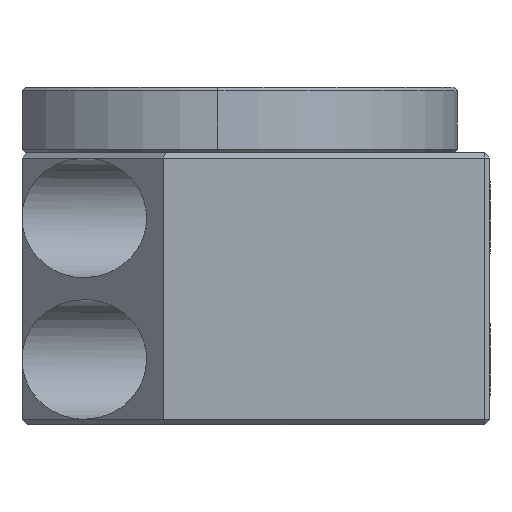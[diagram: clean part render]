
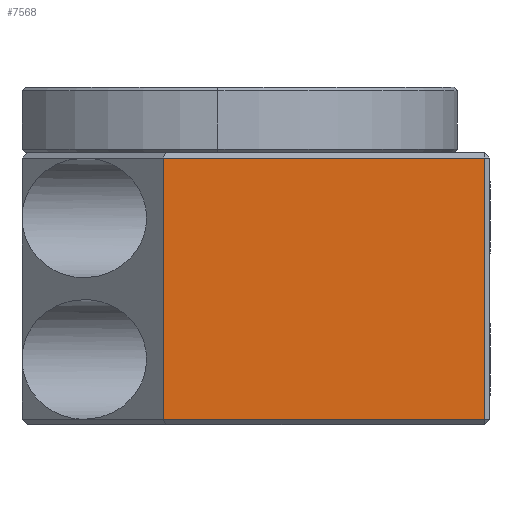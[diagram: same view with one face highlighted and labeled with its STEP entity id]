
A CAD part, left-side view. The second image highlights one B-rep face of the part: STEP entity #7568.
In plain terms, the highlighted planar face has unit normal (-1, 0, 0).
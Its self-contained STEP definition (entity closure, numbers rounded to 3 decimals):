
#2757 = DIRECTION ( 'NONE',  ( 0., 1., 0. ) ) ;
#2789 = DIRECTION ( 'NONE',  ( 1., 0., 0. ) ) ;
#2803 = CARTESIAN_POINT ( 'NONE',  ( -30., 0.5, 0.5 ) ) ;
#2917 = CARTESIAN_POINT ( 'NONE',  ( -30., 30., 0.5 ) ) ;
#2946 = PLANE ( 'NONE',  #17255 ) ;
#3309 = EDGE_CURVE ( 'NONE', #8861, #13380, #17115, .T. ) ;
#4115 = DIRECTION ( 'NONE',  ( 0., 0., -1. ) ) ;
#4169 = ORIENTED_EDGE ( 'NONE', *, *, #17768, .F. ) ;
#5882 = EDGE_LOOP ( 'NONE', ( #14479, #4169, #14975, #15755 ) ) ;
#5891 = CARTESIAN_POINT ( 'NONE',  ( -30., 0.5, 12.5 ) ) ;
#5946 = VECTOR ( 'NONE', #11989, 1000. ) ;
#7568 = ADVANCED_FACE ( 'NONE', ( #13851 ), #2946, .F. ) ;
#7734 = LINE ( 'NONE', #5891, #15587 ) ;
#8214 = VERTEX_POINT ( 'NONE', #9080 ) ;
#8861 = VERTEX_POINT ( 'NONE', #2917 ) ;
#9080 = CARTESIAN_POINT ( 'NONE',  ( -30., 30., 24.5 ) ) ;
#9729 = VECTOR ( 'NONE', #10822, 1000. ) ;
#10404 = VECTOR ( 'NONE', #17066, 1000. ) ;
#10822 = DIRECTION ( 'NONE',  ( 0., -1., 0. ) ) ;
#11989 = DIRECTION ( 'NONE',  ( 0., 0., 1. ) ) ;
#12691 = CARTESIAN_POINT ( 'NONE',  ( -30., 15.339, 24.5 ) ) ;
#13099 = CARTESIAN_POINT ( 'NONE',  ( -30., 0.5, 0.5 ) ) ;
#13292 = VERTEX_POINT ( 'NONE', #14516 ) ;
#13380 = VERTEX_POINT ( 'NONE', #13099 ) ;
#13700 = EDGE_CURVE ( 'NONE', #8214, #13292, #14555, .T. ) ;
#13851 = FACE_OUTER_BOUND ( 'NONE', #5882, .T. ) ;
#13908 = CARTESIAN_POINT ( 'NONE',  ( -30., 30., 12.5 ) ) ;
#14479 = ORIENTED_EDGE ( 'NONE', *, *, #3309, .T. ) ;
#14516 = CARTESIAN_POINT ( 'NONE',  ( -30., 0.5, 24.5 ) ) ;
#14555 = LINE ( 'NONE', #12691, #9729 ) ;
#14975 = ORIENTED_EDGE ( 'NONE', *, *, #13700, .F. ) ;
#15587 = VECTOR ( 'NONE', #4115, 1000. ) ;
#15755 = ORIENTED_EDGE ( 'NONE', *, *, #16419, .F. ) ;
#15851 = LINE ( 'NONE', #13908, #5946 ) ;
#16419 = EDGE_CURVE ( 'NONE', #8861, #8214, #15851, .T. ) ;
#17066 = DIRECTION ( 'NONE',  ( 0., -1., 0. ) ) ;
#17083 = CARTESIAN_POINT ( 'NONE',  ( -30., 15.339, 0.5 ) ) ;
#17115 = LINE ( 'NONE', #17083, #10404 ) ;
#17255 = AXIS2_PLACEMENT_3D ( 'NONE', #2803, #2789, #2757 ) ;
#17768 = EDGE_CURVE ( 'NONE', #13292, #13380, #7734, .T. ) ;
